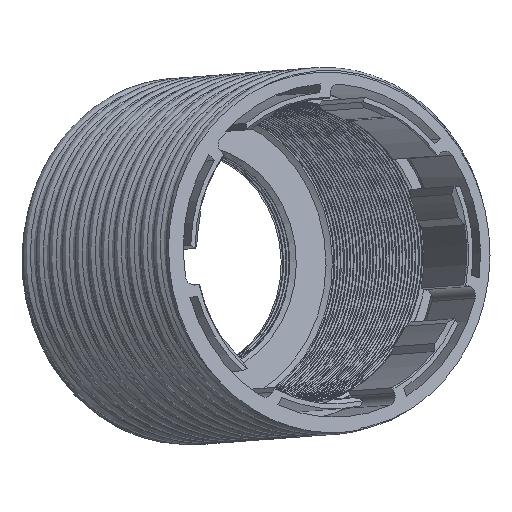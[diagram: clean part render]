
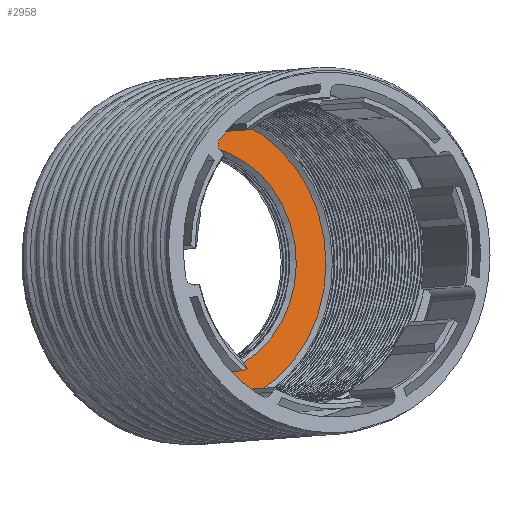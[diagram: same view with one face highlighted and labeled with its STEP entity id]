
A CAD part, isometric view. The second image highlights one B-rep face of the part: STEP entity #2958.
In plain terms, the highlighted planar face has unit normal (-0.179, -0.821, 0.542).
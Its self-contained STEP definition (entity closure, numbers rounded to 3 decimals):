
#15=FACE_BOUND('',#378,.T.);
#79=PLANE('',#3191);
#216=FACE_OUTER_BOUND('',#377,.T.);
#377=EDGE_LOOP('',(#2403));
#378=EDGE_LOOP('',(#2404));
#493=CIRCLE('',#3190,15.642);
#494=CIRCLE('',#3192,12.142);
#1304=VERTEX_POINT('',#11502);
#1305=VERTEX_POINT('',#11506);
#1708=EDGE_CURVE('',#1304,#1304,#493,.T.);
#1709=EDGE_CURVE('',#1305,#1305,#494,.T.);
#2403=ORIENTED_EDGE('',*,*,#1708,.F.);
#2404=ORIENTED_EDGE('',*,*,#1709,.F.);
#2958=ADVANCED_FACE('',(#216,#15),#79,.F.);
#3190=AXIS2_PLACEMENT_3D('',#11504,#3735,#3736);
#3191=AXIS2_PLACEMENT_3D('',#11505,#3737,#3738);
#3192=AXIS2_PLACEMENT_3D('',#11507,#3739,#3740);
#3735=DIRECTION('center_axis',(0.179,0.821,-0.542));
#3736=DIRECTION('ref_axis',(-0.821,-0.179,-0.542));
#3737=DIRECTION('center_axis',(0.179,0.821,-0.542));
#3738=DIRECTION('ref_axis',(-0.821,-0.179,-0.542));
#3739=DIRECTION('center_axis',(-0.179,-0.821,0.542));
#3740=DIRECTION('ref_axis',(-0.821,-0.179,-0.542));
#11502=CARTESIAN_POINT('',(-97.22,64.362,226.088));
#11504=CARTESIAN_POINT('Origin',(-110.068,61.568,217.615));
#11505=CARTESIAN_POINT('Origin',(-110.068,61.568,217.615));
#11506=CARTESIAN_POINT('',(-100.095,63.737,224.192));
#11507=CARTESIAN_POINT('Origin',(-110.068,61.568,217.615));
